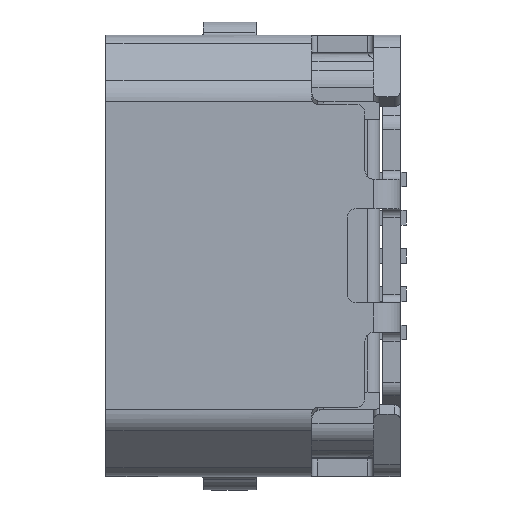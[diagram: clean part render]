
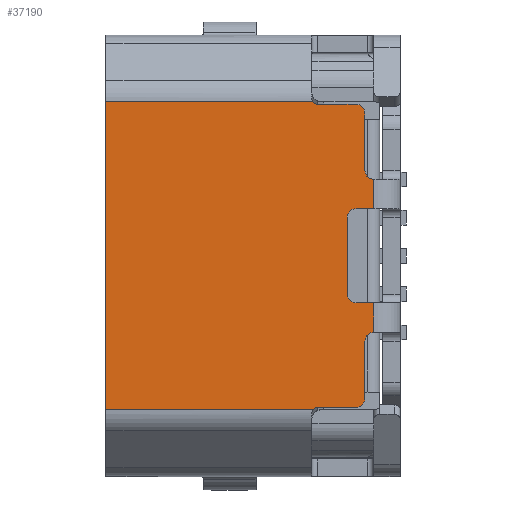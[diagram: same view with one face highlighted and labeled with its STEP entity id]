
A CAD part, top view. The second image highlights one B-rep face of the part: STEP entity #37190.
In plain terms, the highlighted planar face has unit normal (0, 0, 1).
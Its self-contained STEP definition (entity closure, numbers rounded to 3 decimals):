
#35140=CARTESIAN_POINT('',(1.3,4.2,1.725));
#35150=VERTEX_POINT('',#35140);
#35380=CARTESIAN_POINT('',(0.8,4.2,1.725));
#35390=VERTEX_POINT('',#35380);
#35440=CARTESIAN_POINT('',(0.8,4.2,1.725));
#35450=DIRECTION('',(1.,0.,0.));
#35460=VECTOR('',#35450,0.5);
#35470=LINE('',#35440,#35460);
#35480=EDGE_CURVE('',#35390,#35150,#35470,.T.);
#35530=CARTESIAN_POINT('',(2.617,-0.35,1.725));
#35540=DIRECTION('',(0.,0.,-1.));
#35550=DIRECTION('',(-1.,0.,0.));
#35560=AXIS2_PLACEMENT_3D('',#35530,#35540,#35550);
#35570=PLANE('',#35560);
#35580=CARTESIAN_POINT('',(2.425,3.9,1.725));
#35590=DIRECTION('',(0.,0.,1.));
#35600=DIRECTION('',(1.,0.,0.));
#35610=AXIS2_PLACEMENT_3D('',#35580,#35590,#35600);
#35620=CIRCLE('',#35610,0.15);
#35630=CARTESIAN_POINT('',(2.575,3.9,1.725));
#35640=VERTEX_POINT('',#35630);
#35650=CARTESIAN_POINT('',(2.425,4.05,1.725));
#35660=VERTEX_POINT('',#35650);
#35670=EDGE_CURVE('',#35640,#35660,#35620,.T.);
#35680=ORIENTED_EDGE('',*,*,#35670,.T.);
#35690=CARTESIAN_POINT('',(2.575,3.9,1.725));
#35700=DIRECTION('',(0.,-1.,0.));
#35710=VECTOR('',#35700,0.65);
#35720=LINE('',#35690,#35710);
#35730=CARTESIAN_POINT('',(2.575,3.25,1.725));
#35740=VERTEX_POINT('',#35730);
#35750=EDGE_CURVE('',#35640,#35740,#35720,.T.);
#35760=ORIENTED_EDGE('',*,*,#35750,.F.);
#35770=CARTESIAN_POINT('',(2.675,3.25,1.725));
#35780=DIRECTION('',(0.,0.,-1.));
#35790=DIRECTION('',(-0.578,-0.816,0.));
#35800=AXIS2_PLACEMENT_3D('',#35770,#35780,#35790);
#35810=CIRCLE('',#35800,0.1);
#35820=CARTESIAN_POINT('',(2.617,3.168,1.725));
#35830=VERTEX_POINT('',#35820);
#35840=EDGE_CURVE('',#35830,#35740,#35810,.T.);
#35850=ORIENTED_EDGE('',*,*,#35840,.T.);
#35860=CARTESIAN_POINT('',(2.617,3.168,1.725));
#35870=DIRECTION('',(0.,-1.,0.));
#35880=VECTOR('',#35870,3.518);
#35890=LINE('',#35860,#35880);
#35900=CARTESIAN_POINT('',(2.617,-0.35,1.725));
#35910=VERTEX_POINT('',#35900);
#35920=EDGE_CURVE('',#35830,#35910,#35890,.T.);
#35930=ORIENTED_EDGE('',*,*,#35920,.F.);
#35940=CARTESIAN_POINT('',(-2.617,-0.35,1.725));
#35950=DIRECTION('',(1.,0.,0.));
#35960=VECTOR('',#35950,5.234);
#35970=LINE('',#35940,#35960);
#35980=CARTESIAN_POINT('',(-2.617,-0.35,1.725));
#35990=VERTEX_POINT('',#35980);
#36000=EDGE_CURVE('',#35990,#35910,#35970,.T.);
#36010=ORIENTED_EDGE('',*,*,#36000,.T.);
#36020=CARTESIAN_POINT('',(-2.617,-0.35,1.725));
#36030=DIRECTION('',(0.,1.,0.));
#36040=VECTOR('',#36030,3.518);
#36050=LINE('',#36020,#36040);
#36060=CARTESIAN_POINT('',(-2.617,3.168,1.725));
#36070=VERTEX_POINT('',#36060);
#36080=EDGE_CURVE('',#35990,#36070,#36050,.T.);
#36090=ORIENTED_EDGE('',*,*,#36080,.F.);
#36100=CARTESIAN_POINT('',(-2.675,3.25,1.725));
#36110=DIRECTION('',(0.,0.,-1.));
#36120=DIRECTION('',(1.,0.,0.));
#36130=AXIS2_PLACEMENT_3D('',#36100,#36110,#36120);
#36140=CIRCLE('',#36130,0.1);
#36150=CARTESIAN_POINT('',(-2.575,3.25,1.725));
#36160=VERTEX_POINT('',#36150);
#36170=EDGE_CURVE('',#36160,#36070,#36140,.T.);
#36180=ORIENTED_EDGE('',*,*,#36170,.T.);
#36190=CARTESIAN_POINT('',(-2.575,3.25,1.725));
#36200=DIRECTION('',(0.,1.,0.));
#36210=VECTOR('',#36200,0.65);
#36220=LINE('',#36190,#36210);
#36230=CARTESIAN_POINT('',(-2.575,3.9,1.725));
#36240=VERTEX_POINT('',#36230);
#36250=EDGE_CURVE('',#36160,#36240,#36220,.T.);
#36260=ORIENTED_EDGE('',*,*,#36250,.F.);
#36270=CARTESIAN_POINT('',(-2.425,3.9,1.725));
#36280=DIRECTION('',(0.,0.,1.));
#36290=DIRECTION('',(0.,1.,0.));
#36300=AXIS2_PLACEMENT_3D('',#36270,#36280,#36290);
#36310=CIRCLE('',#36300,0.15);
#36320=CARTESIAN_POINT('',(-2.425,4.05,1.725));
#36330=VERTEX_POINT('',#36320);
#36340=EDGE_CURVE('',#36330,#36240,#36310,.T.);
#36350=ORIENTED_EDGE('',*,*,#36340,.T.);
#36360=CARTESIAN_POINT('',(-2.425,4.05,1.725));
#36370=DIRECTION('',(1.,0.,0.));
#36380=VECTOR('',#36370,0.975);
#36390=LINE('',#36360,#36380);
#36400=CARTESIAN_POINT('',(-1.45,4.05,1.725));
#36410=VERTEX_POINT('',#36400);
#36420=EDGE_CURVE('',#36330,#36410,#36390,.T.);
#36430=ORIENTED_EDGE('',*,*,#36420,.F.);
#36440=CARTESIAN_POINT('',(-1.45,4.2,1.725));
#36450=DIRECTION('',(0.,0.,-1.));
#36460=DIRECTION('',(1.,0.,0.));
#36470=AXIS2_PLACEMENT_3D('',#36440,#36450,#36460);
#36480=CIRCLE('',#36470,0.15);
#36490=CARTESIAN_POINT('',(-1.3,4.2,1.725));
#36500=VERTEX_POINT('',#36490);
#36510=EDGE_CURVE('',#36500,#36410,#36480,.T.);
#36520=ORIENTED_EDGE('',*,*,#36510,.T.);
#36530=CARTESIAN_POINT('',(-1.3,4.2,1.725));
#36540=DIRECTION('',(1.,0.,0.));
#36550=VECTOR('',#36540,0.5);
#36560=LINE('',#36530,#36550);
#36570=CARTESIAN_POINT('',(-0.8,4.2,1.725));
#36580=VERTEX_POINT('',#36570);
#36590=EDGE_CURVE('',#36500,#36580,#36560,.T.);
#36600=ORIENTED_EDGE('',*,*,#36590,.F.);
#36610=CARTESIAN_POINT('',(-0.8,3.9,1.725));
#36620=DIRECTION('',(0.,1.,0.));
#36630=VECTOR('',#36620,0.3);
#36640=LINE('',#36610,#36630);
#36650=CARTESIAN_POINT('',(-0.8,3.9,1.725));
#36660=VERTEX_POINT('',#36650);
#36670=EDGE_CURVE('',#36660,#36580,#36640,.T.);
#36680=ORIENTED_EDGE('',*,*,#36670,.T.);
#36690=CARTESIAN_POINT('',(-0.65,3.9,1.725));
#36700=DIRECTION('',(0.,0.,-1.));
#36710=DIRECTION('',(0.,-1.,0.));
#36720=AXIS2_PLACEMENT_3D('',#36690,#36700,#36710);
#36730=CIRCLE('',#36720,0.15);
#36740=CARTESIAN_POINT('',(-0.65,3.75,1.725));
#36750=VERTEX_POINT('',#36740);
#36760=EDGE_CURVE('',#36750,#36660,#36730,.T.);
#36770=ORIENTED_EDGE('',*,*,#36760,.T.);
#36780=CARTESIAN_POINT('',(-0.65,3.75,1.725));
#36790=DIRECTION('',(1.,0.,0.));
#36800=VECTOR('',#36790,1.3);
#36810=LINE('',#36780,#36800);
#36820=CARTESIAN_POINT('',(0.65,3.75,1.725));
#36830=VERTEX_POINT('',#36820);
#36840=EDGE_CURVE('',#36750,#36830,#36810,.T.);
#36850=ORIENTED_EDGE('',*,*,#36840,.F.);
#36860=CARTESIAN_POINT('',(0.65,3.9,1.725));
#36870=DIRECTION('',(0.,0.,-1.));
#36880=DIRECTION('',(1.,0.,0.));
#36890=AXIS2_PLACEMENT_3D('',#36860,#36870,#36880);
#36900=CIRCLE('',#36890,0.15);
#36910=CARTESIAN_POINT('',(0.8,3.9,1.725));
#36920=VERTEX_POINT('',#36910);
#36930=EDGE_CURVE('',#36920,#36830,#36900,.T.);
#36940=ORIENTED_EDGE('',*,*,#36930,.T.);
#36950=CARTESIAN_POINT('',(0.8,3.9,1.725));
#36960=DIRECTION('',(0.,1.,0.));
#36970=VECTOR('',#36960,0.3);
#36980=LINE('',#36950,#36970);
#36990=EDGE_CURVE('',#36920,#35390,#36980,.T.);
#37000=ORIENTED_EDGE('',*,*,#36990,.F.);
#37010=ORIENTED_EDGE('',*,*,#35480,.F.);
#37020=CARTESIAN_POINT('',(1.45,4.2,1.725));
#37030=DIRECTION('',(0.,0.,-1.));
#37040=DIRECTION('',(0.,-1.,0.));
#37050=AXIS2_PLACEMENT_3D('',#37020,#37030,#37040);
#37060=CIRCLE('',#37050,0.15);
#37070=CARTESIAN_POINT('',(1.45,4.05,1.725));
#37080=VERTEX_POINT('',#37070);
#37090=EDGE_CURVE('',#37080,#35150,#37060,.T.);
#37100=ORIENTED_EDGE('',*,*,#37090,.T.);
#37110=CARTESIAN_POINT('',(1.45,4.05,1.725));
#37120=DIRECTION('',(1.,0.,0.));
#37130=VECTOR('',#37120,0.975);
#37140=LINE('',#37110,#37130);
#37150=EDGE_CURVE('',#37080,#35660,#37140,.T.);
#37160=ORIENTED_EDGE('',*,*,#37150,.F.);
#37170=EDGE_LOOP('',(#37160,#37100,#37010,#37000,#36940,#36850,#36770,
#36680,#36600,#36520,#36430,#36350,#36260,#36180,#36090,#36010,#35930,
#35850,#35760,#35680));
#37180=FACE_OUTER_BOUND('',#37170,.T.);
#37190=ADVANCED_FACE('',(#37180),#35570,.F.);
